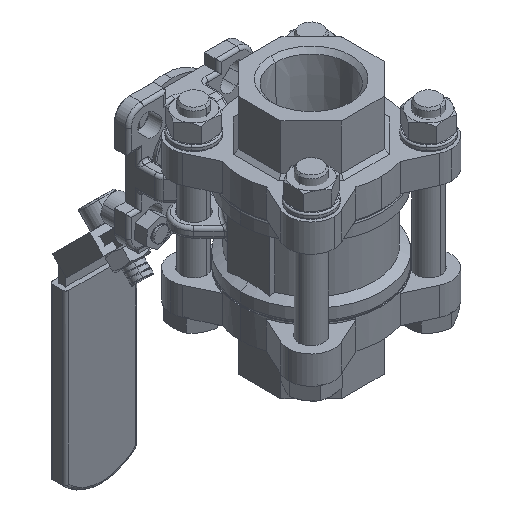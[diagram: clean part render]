
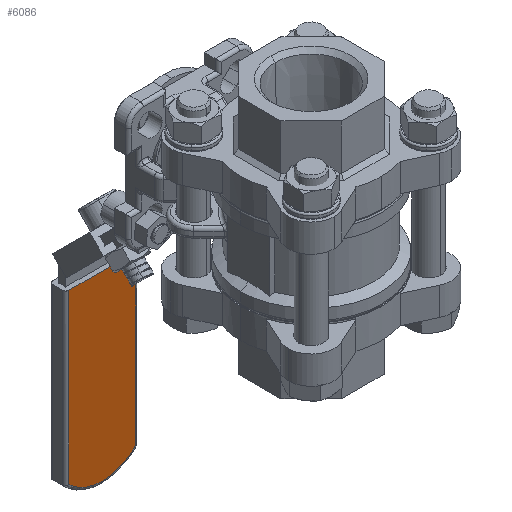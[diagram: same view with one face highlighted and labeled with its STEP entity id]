
A CAD part, isometric view. The second image highlights one B-rep face of the part: STEP entity #6086.
In plain terms, the highlighted face is planar.
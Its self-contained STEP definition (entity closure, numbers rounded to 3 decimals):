
#877 = CIRCLE ( 'NONE', #26564, 15.5 ) ;
#2649 = EDGE_CURVE ( 'NONE', #16875, #11985, #13734, .T. ) ;
#3724 = PLANE ( 'NONE',  #21351 ) ;
#4603 = DIRECTION ( 'NONE',  ( 0., 0., 1. ) ) ;
#5429 = DIRECTION ( 'NONE',  ( 0., 0., 1. ) ) ;
#6086 = ADVANCED_FACE ( 'NONE', ( #10414 ), #3724, .T. ) ;
#6244 = CARTESIAN_POINT ( 'NONE',  ( 0., 11.1, 2.75 ) ) ;
#6286 = VECTOR ( 'NONE', #27085, 1000. ) ;
#7021 = VERTEX_POINT ( 'NONE', #9039 ) ;
#7120 = CARTESIAN_POINT ( 'NONE',  ( 0., 11.1, 2.75 ) ) ;
#7586 = VECTOR ( 'NONE', #33911, 1000. ) ;
#9039 = CARTESIAN_POINT ( 'NONE',  ( 60.5, 0., 2.75 ) ) ;
#9490 = CARTESIAN_POINT ( 'NONE',  ( 45., 0., 2.75 ) ) ;
#9881 = ORIENTED_EDGE ( 'NONE', *, *, #28877, .T. ) ;
#10414 = FACE_OUTER_BOUND ( 'NONE', #20328, .T. ) ;
#11962 = CARTESIAN_POINT ( 'NONE',  ( 55.819, 11.1, 2.75 ) ) ;
#11985 = VERTEX_POINT ( 'NONE', #6244 ) ;
#12352 = DIRECTION ( 'NONE',  ( -1., 0., 0. ) ) ;
#13654 = CARTESIAN_POINT ( 'NONE',  ( 0., -11.1, 2.75 ) ) ;
#13734 = LINE ( 'NONE', #21163, #35801 ) ;
#13868 = LINE ( 'NONE', #7120, #6286 ) ;
#16644 = CARTESIAN_POINT ( 'NONE',  ( 56.218, -11.1, 2.75 ) ) ;
#16875 = VERTEX_POINT ( 'NONE', #13654 ) ;
#16935 = EDGE_CURVE ( 'NONE', #16875, #22365, #29340, .T. ) ;
#16961 = EDGE_CURVE ( 'NONE', #22365, #7021, #877, .T. ) ;
#17119 = AXIS2_PLACEMENT_3D ( 'NONE', #21741, #4603, #24584 ) ;
#17979 = ORIENTED_EDGE ( 'NONE', *, *, #33550, .T. ) ;
#18977 = ORIENTED_EDGE ( 'NONE', *, *, #2649, .F. ) ;
#20328 = EDGE_LOOP ( 'NONE', ( #35298, #9881, #17979, #18977, #32628 ) ) ;
#21163 = CARTESIAN_POINT ( 'NONE',  ( 0., -12.1, 2.75 ) ) ;
#21351 = AXIS2_PLACEMENT_3D ( 'NONE', #9490, #29561, #12352 ) ;
#21741 = CARTESIAN_POINT ( 'NONE',  ( 45., 0., 2.75 ) ) ;
#22365 = VERTEX_POINT ( 'NONE', #22530 ) ;
#22530 = CARTESIAN_POINT ( 'NONE',  ( 55.819, -11.1, 2.75 ) ) ;
#22548 = CARTESIAN_POINT ( 'NONE',  ( 45., 0., 2.75 ) ) ;
#24584 = DIRECTION ( 'NONE',  ( 1., 0., 0. ) ) ;
#25411 = DIRECTION ( 'NONE',  ( 1., 0., 0. ) ) ;
#26564 = AXIS2_PLACEMENT_3D ( 'NONE', #22548, #5429, #25411 ) ;
#27085 = DIRECTION ( 'NONE',  ( -1., 0., 0. ) ) ;
#28877 = EDGE_CURVE ( 'NONE', #7021, #31629, #35187, .T. ) ;
#29340 = LINE ( 'NONE', #16644, #7586 ) ;
#29561 = DIRECTION ( 'NONE',  ( 0., 0., 1. ) ) ;
#31629 = VERTEX_POINT ( 'NONE', #11962 ) ;
#32628 = ORIENTED_EDGE ( 'NONE', *, *, #16935, .T. ) ;
#33550 = EDGE_CURVE ( 'NONE', #31629, #11985, #13868, .T. ) ;
#33911 = DIRECTION ( 'NONE',  ( 1., 0., 0. ) ) ;
#34598 = DIRECTION ( 'NONE',  ( 0., 1., 0. ) ) ;
#35187 = CIRCLE ( 'NONE', #17119, 15.5 ) ;
#35298 = ORIENTED_EDGE ( 'NONE', *, *, #16961, .T. ) ;
#35801 = VECTOR ( 'NONE', #34598, 1000. ) ;
